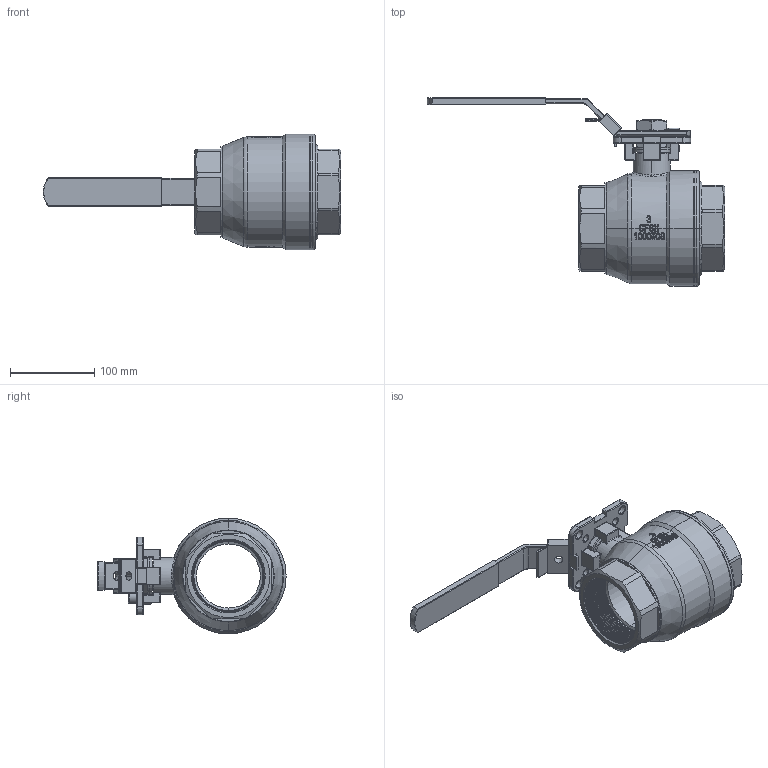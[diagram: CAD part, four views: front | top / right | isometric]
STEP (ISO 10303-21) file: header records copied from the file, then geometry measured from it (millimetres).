
FILE_DESCRIPTION (( 'STEP AP203' ), '1' );
FILE_NAME ('3-1000WOG KV-L20 DN80.STEP', '2017-02-11T02:01:25', ( 'XiTongTianDi' ), ( 'XiTongTianDi.Com' ), 'SwSTEP 2.0', 'SolidWorks 2013', '' );
FILE_SCHEMA (( 'CONFIG_CONTROL_DESIGN' ));
Length unit declared in the file: millimetre
Products named in the file (11): hex thin nut chamfered gradeab_iso_Hexagon Thin Nut ISO - 4035 - M24 - N; 滅侂菜え; 3-1000WOG KV-L20  DN80概极; 方口垫圈; 忒梟; hex nut gradec_iso_Hexagon Nut ISO - 4034 - M10 - N; socket head cap screw_iso_ISO 4762 M10 x 20 --- 20N; 跡鰍; 3-1000WOG KV-L20  DN80; 概裝; 評倛粟え
Assembly tree (12 placements, depth 2):
  3-1000WOG KV-L20  DN80
    3-1000WOG KV-L20  DN80概极
    跡鰍
    概裝
    評倛粟え  x2
    hex thin nut chamfered gradeab_iso_Hexagon Thin Nut ISO - 4035 - M24 - N  x2
    滅侂菜え
    方口垫圈
    忒梟
    hex nut gradec_iso_Hexagon Nut ISO - 4034 - M10 - N
    socket head cap screw_iso_ISO 4762 M10 x 20 --- 20N
Bounding box: 353.04 x 223.65 x 137.3 mm (x, y, z)
Volume: 1390845.5 mm3; surface area: 235465 mm2
Topology: 12 solids, 12 shells, 1103 faces, 2781 edges, 1717 vertices
Faces by surface type: plane 360, cylinder 336, cone 155, bspline 145, torus 88, sphere 19
Entity records: 94053 total; most frequent: CARTESIAN_POINT 68566, ORIENTED_EDGE 5374, DIRECTION 4625, EDGE_CURVE 2687, AXIS2_PLACEMENT_3D 1739, VERTEX_POINT 1670, LINE 1147, VECTOR 1147
